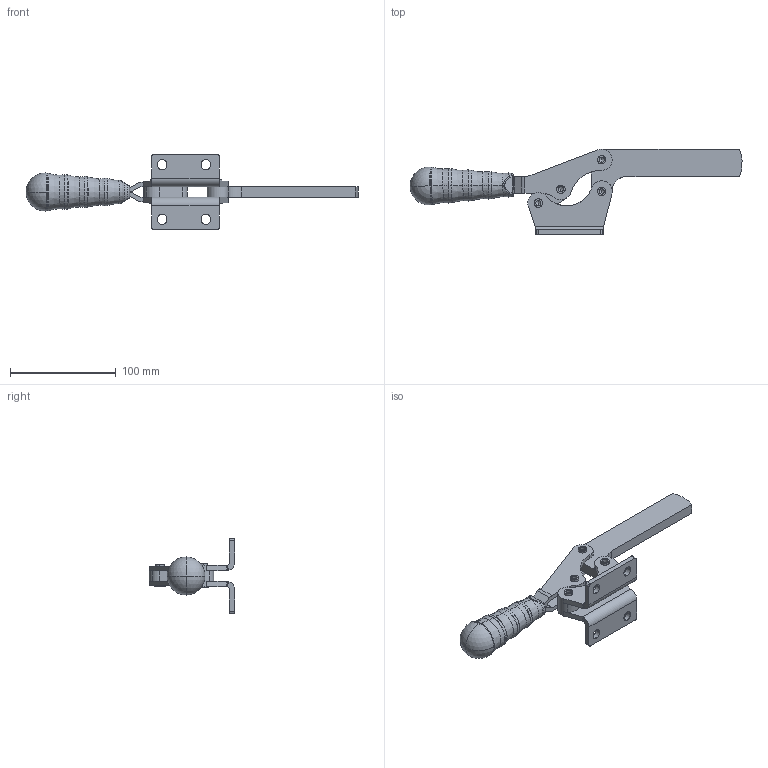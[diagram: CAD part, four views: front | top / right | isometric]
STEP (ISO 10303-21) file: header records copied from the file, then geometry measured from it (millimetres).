
FILE_DESCRIPTION((''),'2;1');
FILE_NAME('126F.0.stp','2005-09-27T16:27:02',('Kysilko'),(''),'Autodesk Inventor 8','Autodesk Inventor 8','');
FILE_SCHEMA(('AUTOMOTIVE_DESIGN { 1 0 10303 214 1 1 1 1 }'));
Length unit declared in the file: millimetre
Products named in the file (1): Part30
Bounding box: 314.43 x 81 x 71.96 mm (x, y, z)
Volume: 167513 mm3; surface area: 55306.1 mm2
Topology: 1 solids, 5 shells, 866 faces, 2334 edges, 1331 vertices
Faces by surface type: plane 338, cone 314, bspline 124, cylinder 68, sphere 14, torus 8
Entity records: 31089 total; most frequent: CARTESIAN_POINT 10614, ORIENTED_EDGE 4640, DIRECTION 4200, EDGE_CURVE 2320, AXIS2_PLACEMENT_3D 1733, VERTEX_POINT 1331, EDGE_LOOP 1037, CIRCLE 990
